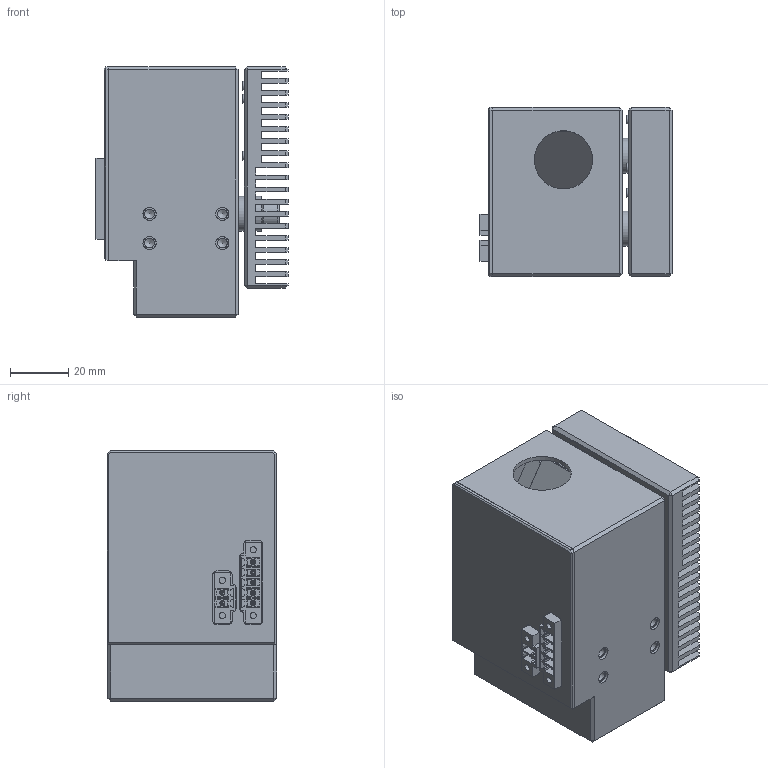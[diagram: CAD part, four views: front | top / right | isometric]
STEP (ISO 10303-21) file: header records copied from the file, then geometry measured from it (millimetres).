
FILE_DESCRIPTION(/* description */ (''),/* implementation_level */ '2;1');
FILE_NAME(/* name */ 'LPA-Av2.1 with beam dump.step',/* time_stamp */ '2022-11-21T16:01:22+02:00',/* author */ (''),/* organization */ (''),/* preprocessor_version */ 'ST-DEVELOPER v19.2',/* originating_system */ 'Autodesk Translation Framework v11.17.0.187',/* authorisation */ '');
FILE_SCHEMA (('AUTOMOTIVE_DESIGN { 1 0 10303 214 3 1 1 }'));
Length unit declared in the file: millimetre
Products named in the file (19): LPA-Av2.1; Cover; 40x20x5 Polariser v1; Controller; 691323100002; COMPOUND; 691323100005; COMPOUND (1); JST_XH_B4B-XH-A_1x04_P2.50mm_Vertical; SOLID; COMPOUND (2); Body; Beam dump holder for shipping; SLPAv1-11-03; Component2; SLPAv2-19-01; 91292A260; Spacer; M6x10 DIN912
Assembly tree (24 placements, depth 4):
  LPA-Av2.1
    Cover
    40x20x5 Polariser v1
    Controller
      691323100002
        COMPOUND
      691323100005
        COMPOUND (1)
      JST_XH_B4B-XH-A_1x04_P2.50mm_Vertical
        SOLID
      COMPOUND (2)
    Body
    Beam dump holder for shipping
      SLPAv1-11-03
      Component2
      SLPAv2-19-01
      91292A260  x3
    M6x10 DIN912  x2
    Spacer  x4
Bounding box: 65.88 x 58.09 x 86.03 mm (x, y, z)
Volume: 194857.8 mm3; surface area: 97461 mm2
Topology: 30 solids, 42 shells, 1542 faces, 3950 edges, 2519 vertices
Faces by surface type: plane 1055, cylinder 383, cone 78, torus 16, bspline 10
Full cylindrical faces by diameter (mm): 0.6 x3, 1.1 x4, 1.145 x21, 1.271 x9, 1.5 x7, 1.567 x1, 1.6 x24, 1.8 x11, 2 x2, 2.121 x8, 3 x3, 3.332 x4, 4.5 x4, 4.701 x18, 5.035 x2, 6 x20, 6.5 x2, 7 x4, 10 x2, 12 x4, 16 x1, 18 x1, 19 x2, 20 x1, 24 x1, 25.4 x2, 32 x1
Entity records: 48123 total; most frequent: CARTESIAN_POINT 12272, ORIENTED_EDGE 7224, DIRECTION 6987, EDGE_CURVE 3612, LINE 2797, VECTOR 2797, VERTEX_POINT 2326, AXIS2_PLACEMENT_3D 2095
